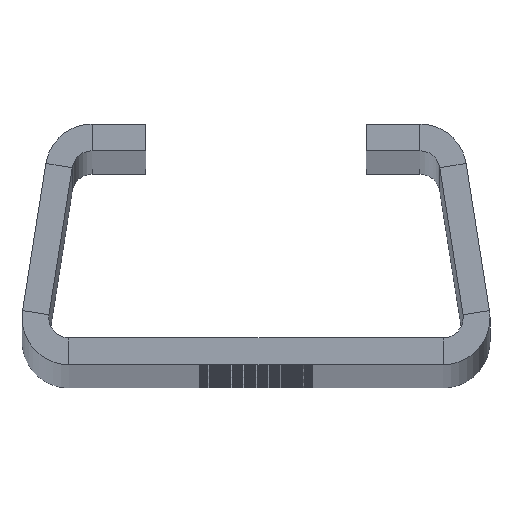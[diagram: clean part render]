
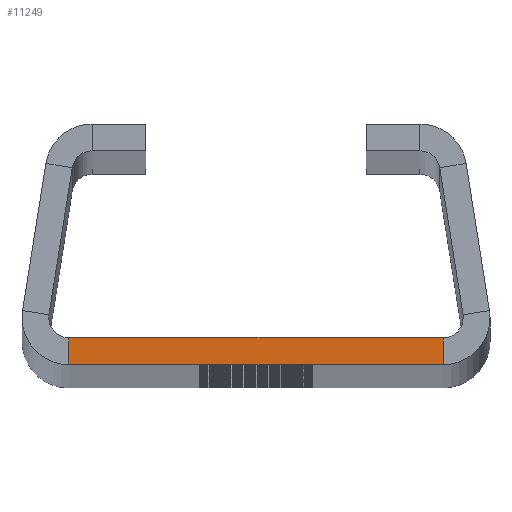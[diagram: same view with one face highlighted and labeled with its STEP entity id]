
A CAD part, top view. The second image highlights one B-rep face of the part: STEP entity #11249.
In plain terms, the highlighted planar face has unit normal (0, 0, 1).
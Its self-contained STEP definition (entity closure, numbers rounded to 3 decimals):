
#184 = VERTEX_POINT ( 'NONE', #10144 ) ;
#220 = VERTEX_POINT ( 'NONE', #10690 ) ;
#634 = AXIS2_PLACEMENT_3D ( 'NONE', #5807, #6710, #1307 ) ;
#909 = CARTESIAN_POINT ( 'NONE',  ( 14.002, 0., 0. ) ) ;
#1307 = DIRECTION ( 'NONE',  ( 1., 0., 0. ) ) ;
#1374 = EDGE_CURVE ( 'NONE', #220, #11674, #11724, .T. ) ;
#1381 = FACE_OUTER_BOUND ( 'NONE', #10419, .T. ) ;
#1457 = CARTESIAN_POINT ( 'NONE',  ( -18.1, 0., 0. ) ) ;
#1687 = EDGE_CURVE ( 'NONE', #184, #11674, #6132, .T. ) ;
#1810 = EDGE_CURVE ( 'NONE', #184, #4750, #7978, .T. ) ;
#1947 = ORIENTED_EDGE ( 'NONE', *, *, #1687, .F. ) ;
#2676 = CARTESIAN_POINT ( 'NONE',  ( -14.002, 2., 0. ) ) ;
#2805 = DIRECTION ( 'NONE',  ( 0., -1., 0. ) ) ;
#3471 = ORIENTED_EDGE ( 'NONE', *, *, #1374, .T. ) ;
#3736 = VECTOR ( 'NONE', #9215, 1000. ) ;
#4750 = VERTEX_POINT ( 'NONE', #10772 ) ;
#4897 = PLANE ( 'NONE',  #634 ) ;
#5807 = CARTESIAN_POINT ( 'NONE',  ( 15.484, 3.735, 0. ) ) ;
#6132 = LINE ( 'NONE', #6585, #3736 ) ;
#6344 = LINE ( 'NONE', #1457, #8765 ) ;
#6585 = CARTESIAN_POINT ( 'NONE',  ( -18.1, 2., 0. ) ) ;
#6710 = DIRECTION ( 'NONE',  ( 0., 0., 1. ) ) ;
#7789 = DIRECTION ( 'NONE',  ( 1., 0., 0. ) ) ;
#7978 = LINE ( 'NONE', #2676, #10154 ) ;
#8303 = ORIENTED_EDGE ( 'NONE', *, *, #10226, .T. ) ;
#8420 = VECTOR ( 'NONE', #9542, 1000. ) ;
#8609 = ORIENTED_EDGE ( 'NONE', *, *, #1810, .T. ) ;
#8765 = VECTOR ( 'NONE', #7789, 1000. ) ;
#9215 = DIRECTION ( 'NONE',  ( 1., 0., 0. ) ) ;
#9542 = DIRECTION ( 'NONE',  ( 0., 1., 0. ) ) ;
#10120 = CARTESIAN_POINT ( 'NONE',  ( 14.002, 2., 0. ) ) ;
#10144 = CARTESIAN_POINT ( 'NONE',  ( -14.002, 2., 0. ) ) ;
#10154 = VECTOR ( 'NONE', #2805, 1000. ) ;
#10226 = EDGE_CURVE ( 'NONE', #4750, #220, #6344, .T. ) ;
#10419 = EDGE_LOOP ( 'NONE', ( #8303, #3471, #1947, #8609 ) ) ;
#10690 = CARTESIAN_POINT ( 'NONE',  ( 14.002, 0., 0. ) ) ;
#10772 = CARTESIAN_POINT ( 'NONE',  ( -14.002, 0., 0. ) ) ;
#11249 = ADVANCED_FACE ( 'NONE', ( #1381 ), #4897, .T. ) ;
#11674 = VERTEX_POINT ( 'NONE', #10120 ) ;
#11724 = LINE ( 'NONE', #909, #8420 ) ;
